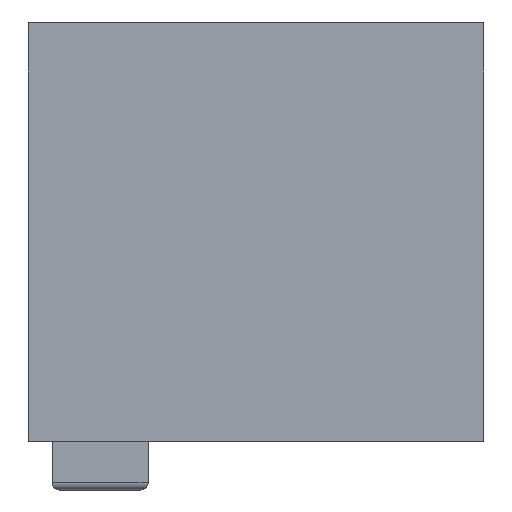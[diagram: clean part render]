
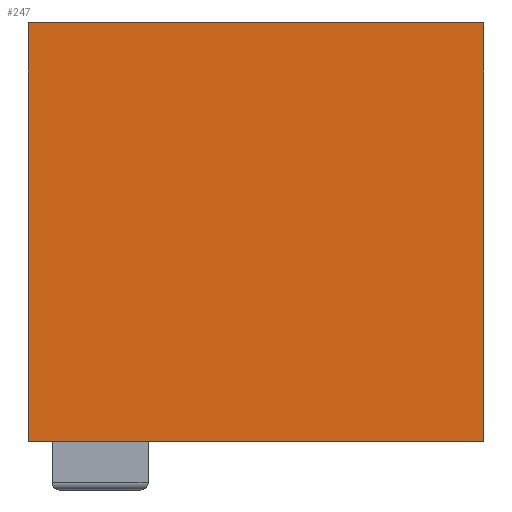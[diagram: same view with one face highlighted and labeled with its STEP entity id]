
A CAD part, top view. The second image highlights one B-rep face of the part: STEP entity #247.
In plain terms, the highlighted planar face has unit normal (0, 0, 1).
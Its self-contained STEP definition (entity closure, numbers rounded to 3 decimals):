
#54 = VERTEX_POINT('',#55);
#55 = CARTESIAN_POINT('',(19.,0.,13.4));
#61 = EDGE_CURVE('',#54,#62,#64,.T.);
#62 = VERTEX_POINT('',#63);
#63 = CARTESIAN_POINT('',(19.,-16.,13.4));
#64 = LINE('',#65,#66);
#65 = CARTESIAN_POINT('',(19.,0.,13.4));
#66 = VECTOR('',#67,1.);
#67 = DIRECTION('',(0.,-1.,0.));
#92 = EDGE_CURVE('',#62,#93,#95,.T.);
#93 = VERTEX_POINT('',#94);
#94 = CARTESIAN_POINT('',(0.,-16.,13.4));
#95 = LINE('',#96,#97);
#96 = CARTESIAN_POINT('',(19.,-16.,13.4));
#97 = VECTOR('',#98,1.);
#98 = DIRECTION('',(-1.,0.,0.));
#123 = EDGE_CURVE('',#93,#124,#126,.T.);
#124 = VERTEX_POINT('',#125);
#125 = CARTESIAN_POINT('',(0.,0.,13.4));
#126 = LINE('',#127,#128);
#127 = CARTESIAN_POINT('',(0.,-16.,13.4));
#128 = VECTOR('',#129,1.);
#129 = DIRECTION('',(0.,1.,0.));
#156 = VERTEX_POINT('',#157);
#157 = CARTESIAN_POINT('',(0.,1.5,13.4));
#163 = EDGE_CURVE('',#156,#124,#164,.T.);
#164 = LINE('',#165,#166);
#165 = CARTESIAN_POINT('',(0.,1.5,13.4));
#166 = VECTOR('',#167,1.);
#167 = DIRECTION('',(0.,-1.,0.));
#187 = VERTEX_POINT('',#188);
#188 = CARTESIAN_POINT('',(19.,1.5,13.4));
#194 = EDGE_CURVE('',#187,#156,#195,.T.);
#195 = LINE('',#196,#197);
#196 = CARTESIAN_POINT('',(19.,1.5,13.4));
#197 = VECTOR('',#198,1.);
#198 = DIRECTION('',(-1.,0.,0.));
#216 = EDGE_CURVE('',#54,#187,#217,.T.);
#217 = LINE('',#218,#219);
#218 = CARTESIAN_POINT('',(19.,0.,13.4));
#219 = VECTOR('',#220,1.);
#220 = DIRECTION('',(0.,1.,0.));
#247 = ADVANCED_FACE('',(#248),#256,.T.);
#248 = FACE_BOUND('',#249,.F.);
#249 = EDGE_LOOP('',(#250,#251,#252,#253,#254,#255));
#250 = ORIENTED_EDGE('',*,*,#61,.T.);
#251 = ORIENTED_EDGE('',*,*,#92,.T.);
#252 = ORIENTED_EDGE('',*,*,#123,.T.);
#253 = ORIENTED_EDGE('',*,*,#163,.F.);
#254 = ORIENTED_EDGE('',*,*,#194,.F.);
#255 = ORIENTED_EDGE('',*,*,#216,.F.);
#256 = PLANE('',#257);
#257 = AXIS2_PLACEMENT_3D('',#258,#259,#260);
#258 = CARTESIAN_POINT('',(9.5,-7.25,13.4));
#259 = DIRECTION('',(0.,0.,1.));
#260 = DIRECTION('',(1.,0.,-0.));
